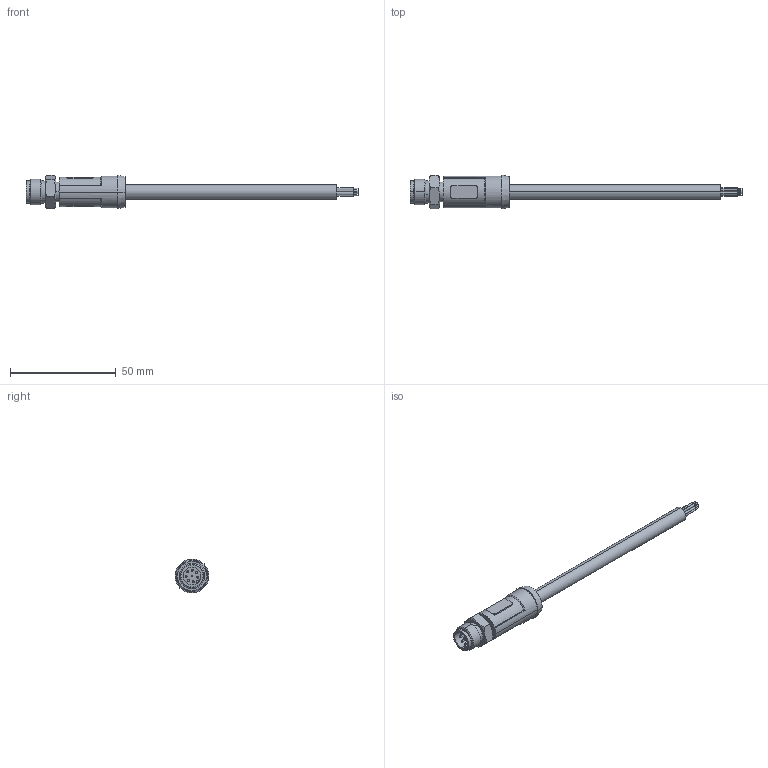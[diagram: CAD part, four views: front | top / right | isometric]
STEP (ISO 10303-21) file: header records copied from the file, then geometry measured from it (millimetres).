
FILE_DESCRIPTION(('SolidDesigner STEP Export'),'2;1');
FILE_NAME('1407271_SAC_8P_M12MS_2.0_28X_OD-select.stp','2013-03-21T10:40:28',(''),(''),'Creo Elements/Direct Modeling STEP processor for AP214 (Solid Model)','Creo Elements/Direct Modeling 18.1 06-May-2012 (C) Parametric Technology GmbH','');
FILE_SCHEMA(('AUTOMOTIVE_DESIGN { 1 0 10303 214 1 1 1 1 }'));
Length unit declared in the file: millimetre
Products named in the file (2): 1407271_SAC_8P_M12MS_2.0_28X_OD-select
Assembly tree (1 placements, depth 2):
  1407271_SAC_8P_M12MS_2.0_28X_OD-select
    1407271_SAC_8P_M12MS_2.0_28X_OD-select
Bounding box: 156.8 x 16 x 16 mm (x, y, z)
Volume: 10375.2 mm3; surface area: 5528.4 mm2
Topology: 1 solids, 1 shells, 146 faces, 324 edges, 214 vertices
Faces by surface type: cylinder 75, plane 57, cone 14
Entity records: 6285 total; most frequent: CARTESIAN_POINT 1990, ORIENTED_EDGE 648, DIRECTION 606, EDGE_CURVE 324, AXIS2_PLACEMENT_3D 239, VERTEX_POINT 214, EDGE_LOOP 180, COLOUR_RGB 147
